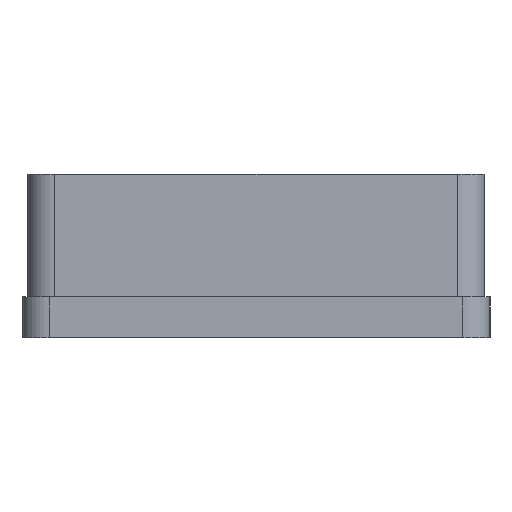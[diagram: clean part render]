
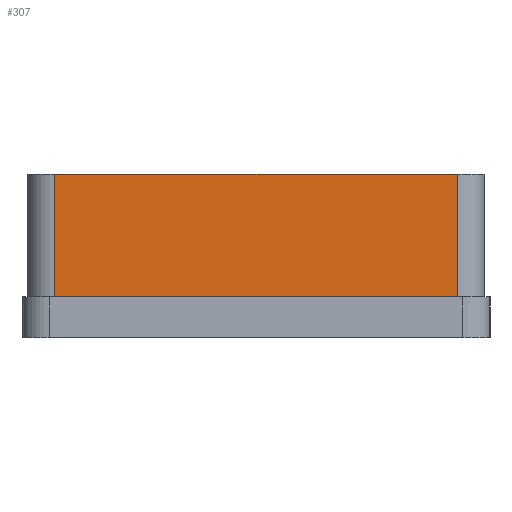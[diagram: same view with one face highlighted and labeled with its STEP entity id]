
A CAD part, left-side view. The second image highlights one B-rep face of the part: STEP entity #307.
In plain terms, the highlighted planar face has unit normal (-1, 0, 0).
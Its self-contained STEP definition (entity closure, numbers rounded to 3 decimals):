
#307=ADVANCED_FACE('',(#475),#383,.F.);
#383=PLANE('',#2318);
#475=FACE_OUTER_BOUND('',#585,.T.);
#585=EDGE_LOOP('',(#1155,#1156,#1157,#1158));
#1155=ORIENTED_EDGE('',*,*,#1473,.T.);
#1156=ORIENTED_EDGE('',*,*,#1691,.T.);
#1157=ORIENTED_EDGE('',*,*,#1683,.F.);
#1158=ORIENTED_EDGE('',*,*,#1692,.T.);
#1265=VERTEX_POINT('',#3063);
#1266=VERTEX_POINT('',#3065);
#1393=VERTEX_POINT('',#3489);
#1394=VERTEX_POINT('',#3491);
#1473=EDGE_CURVE('',#1266,#1265,#1766,.T.);
#1683=EDGE_CURVE('',#1393,#1394,#1916,.T.);
#1691=EDGE_CURVE('',#1265,#1394,#1919,.T.);
#1692=EDGE_CURVE('',#1393,#1266,#1920,.T.);
#1766=LINE('',#3064,#1994);
#1916=LINE('',#3490,#2144);
#1919=LINE('',#3501,#2147);
#1920=LINE('',#3502,#2148);
#1994=VECTOR('',#2423,1.);
#2144=VECTOR('',#2869,1.);
#2147=VECTOR('',#2886,1.);
#2148=VECTOR('',#2887,1.);
#2318=AXIS2_PLACEMENT_3D('',#3503,#2888,#2889);
#2423=DIRECTION('',(0.,1.,0.));
#2869=DIRECTION('',(0.,1.,0.));
#2886=DIRECTION('',(0.,0.,-1.));
#2887=DIRECTION('',(0.,0.,1.));
#2888=DIRECTION('',(1.,0.,0.));
#2889=DIRECTION('',(0.,0.,-1.));
#3063=CARTESIAN_POINT('',(-25.9,7.4,6.));
#3064=CARTESIAN_POINT('',(-25.9,0.,6.));
#3065=CARTESIAN_POINT('',(-25.9,-7.4,6.));
#3489=CARTESIAN_POINT('',(-25.9,-7.4,1.5));
#3490=CARTESIAN_POINT('',(-25.9,0.,1.5));
#3491=CARTESIAN_POINT('',(-25.9,7.4,1.5));
#3501=CARTESIAN_POINT('',(-25.9,7.4,1.5));
#3502=CARTESIAN_POINT('',(-25.9,-7.4,1.5));
#3503=CARTESIAN_POINT('',(-25.9,0.,1.5));
